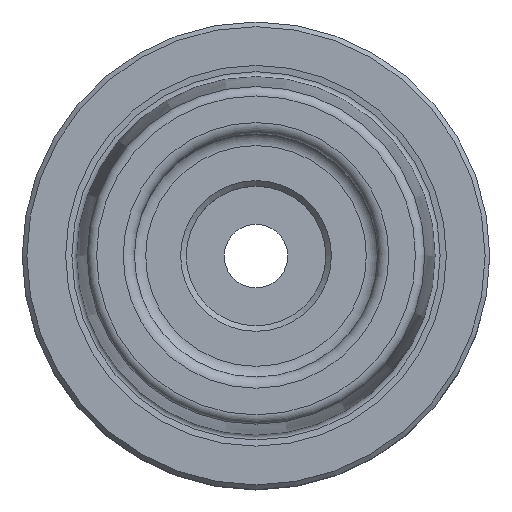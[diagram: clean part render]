
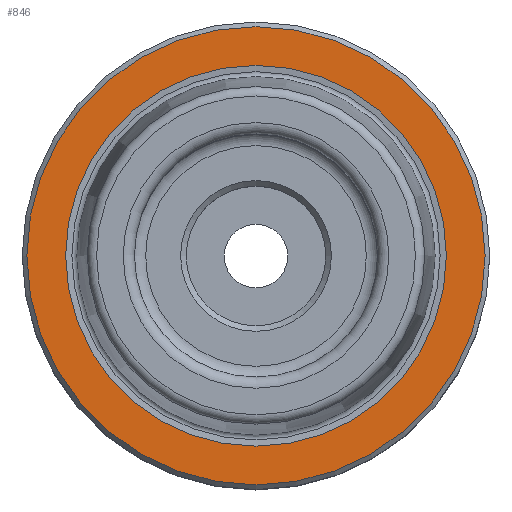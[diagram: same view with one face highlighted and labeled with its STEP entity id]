
A CAD part, top view. The second image highlights one B-rep face of the part: STEP entity #846.
In plain terms, the highlighted planar face has unit normal (0, 0, 1).
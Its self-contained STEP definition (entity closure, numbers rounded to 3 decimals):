
#50=PLANE('',#928);
#101=ORIENTED_EDGE('',*,*,#177,.T.);
#102=ORIENTED_EDGE('',*,*,#176,.F.);
#176=EDGE_CURVE('',#223,#223,#270,.T.);
#177=EDGE_CURVE('',#224,#224,#271,.T.);
#223=VERTEX_POINT('',#1242);
#224=VERTEX_POINT('',#1245);
#270=CIRCLE('',#927,20.358);
#271=CIRCLE('',#929,24.5);
#336=EDGE_LOOP('',(#101));
#337=EDGE_LOOP('',(#102));
#430=FACE_BOUND('',#336,.T.);
#431=FACE_BOUND('',#337,.T.);
#846=ADVANCED_FACE('',(#430,#431),#50,.T.);
#927=AXIS2_PLACEMENT_3D('',#1241,#1076,#1077);
#928=AXIS2_PLACEMENT_3D('',#1243,#1078,#1079);
#929=AXIS2_PLACEMENT_3D('',#1244,#1080,#1081);
#1076=DIRECTION('',(0.,0.,1.));
#1077=DIRECTION('',(1.,0.,0.));
#1078=DIRECTION('',(0.,0.,1.));
#1079=DIRECTION('',(1.,0.,0.));
#1080=DIRECTION('',(0.,0.,1.));
#1081=DIRECTION('',(1.,0.,0.));
#1241=CARTESIAN_POINT('',(0.,0.,0.));
#1242=CARTESIAN_POINT('',(20.358,0.,0.));
#1243=CARTESIAN_POINT('',(20.358,0.,0.));
#1244=CARTESIAN_POINT('',(0.,0.,0.));
#1245=CARTESIAN_POINT('',(24.5,0.,0.));
